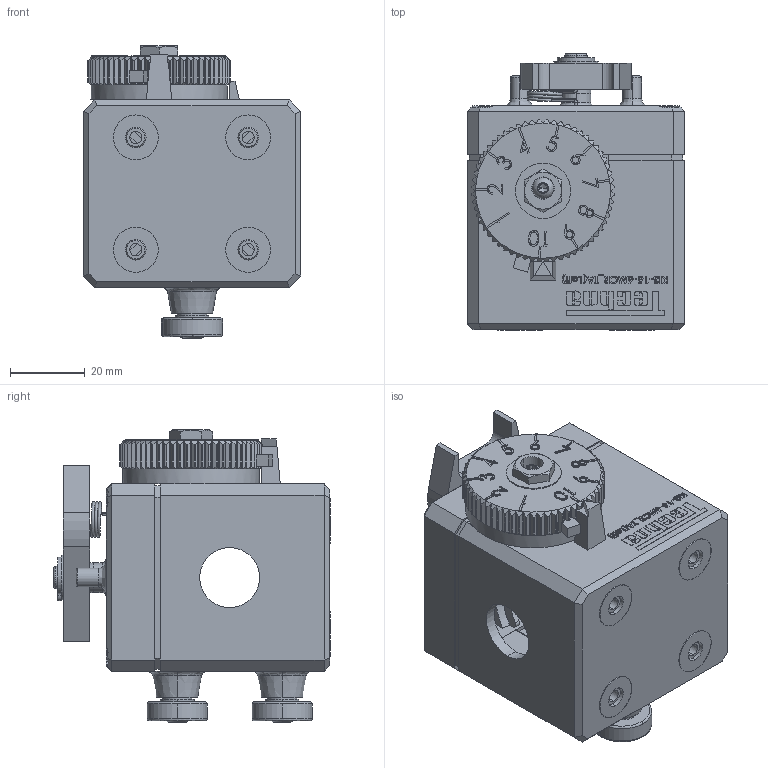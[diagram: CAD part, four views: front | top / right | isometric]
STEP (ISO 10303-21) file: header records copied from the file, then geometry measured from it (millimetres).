
FILE_DESCRIPTION (( 'STEP AP214' ), '1' );
FILE_NAME ('KI3-15-6MCR_TA(Left).STEP', '2020-06-15T10:52:40', ( '' ), ( '' ), 'SwSTEP 2.0', 'SolidWorks 2020', '' );
FILE_SCHEMA (( 'AUTOMOTIVE_DESIGN' ));
Length unit declared in the file: millimetre
Products named in the file (1): KI3-15-6MCR_TA(Left)
Bounding box: 58 x 73.9 x 78.05 mm (x, y, z)
Volume: 86014 mm3; surface area: 58563.8 mm2
Topology: 21 solids, 21 shells, 2570 faces, 7072 edges, 4657 vertices
Faces by surface type: plane 1636, cylinder 637, bspline 196, cone 98, torus 2, sphere 1
Entity records: 97040 total; most frequent: CARTESIAN_POINT 28372, ORIENTED_EDGE 14128, DIRECTION 12803, EDGE_CURVE 7064, VERTEX_POINT 4656, AXIS2_PLACEMENT_3D 4512, VECTOR 3779, LINE 3779
